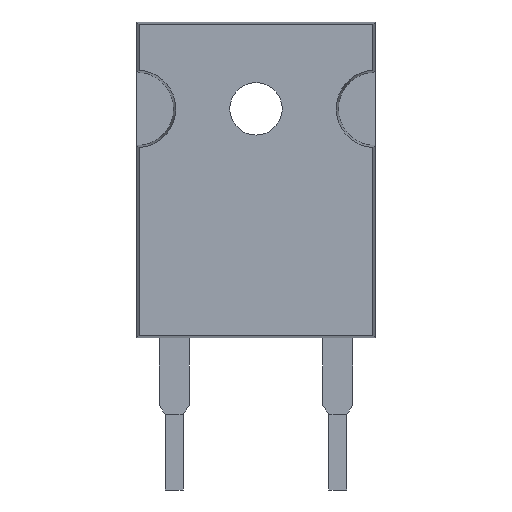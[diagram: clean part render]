
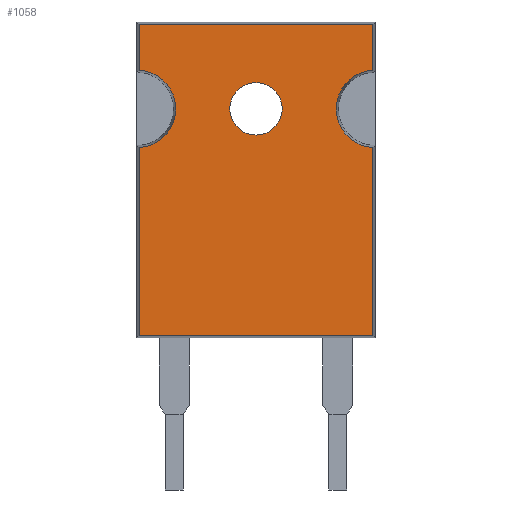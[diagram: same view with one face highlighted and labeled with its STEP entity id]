
A CAD part, front view. The second image highlights one B-rep face of the part: STEP entity #1058.
In plain terms, the highlighted planar face has unit normal (0, -1, 0).
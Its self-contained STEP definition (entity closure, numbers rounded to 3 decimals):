
#33=LINE('',#1513,#157);
#36=LINE('',#1519,#160);
#40=LINE('',#1527,#164);
#41=LINE('',#1543,#165);
#44=LINE('',#1549,#168);
#48=LINE('',#1555,#172);
#157=VECTOR('',#1220,12.574);
#160=VECTOR('',#1225,15.62);
#164=VECTOR('',#1231,12.574);
#165=VECTOR('',#1240,3.074);
#168=VECTOR('',#1245,15.62);
#172=VECTOR('',#1251,3.074);
#287=PLANE('',#1139);
#347=FACE_BOUND('',#437,.T.);
#369=FACE_OUTER_BOUND('',#436,.T.);
#436=EDGE_LOOP('',(#794,#795,#796,#797,#798,#799,#800,#801));
#437=EDGE_LOOP('',(#802));
#506=CIRCLE('',#1125,1.75);
#508=CIRCLE('',#1128,2.59);
#510=CIRCLE('',#1134,2.59);
#520=VERTEX_POINT('',#1492);
#522=VERTEX_POINT('',#1497);
#523=VERTEX_POINT('',#1498);
#526=VERTEX_POINT('',#1512);
#528=VERTEX_POINT('',#1518);
#531=VERTEX_POINT('',#1526);
#532=VERTEX_POINT('',#1533);
#534=VERTEX_POINT('',#1542);
#536=VERTEX_POINT('',#1548);
#618=EDGE_CURVE('',#520,#520,#506,.T.);
#620=EDGE_CURVE('',#522,#523,#508,.T.);
#624=EDGE_CURVE('',#523,#526,#33,.T.);
#627=EDGE_CURVE('',#526,#528,#36,.T.);
#631=EDGE_CURVE('',#528,#531,#40,.T.);
#633=EDGE_CURVE('',#531,#532,#510,.T.);
#636=EDGE_CURVE('',#532,#534,#41,.T.);
#639=EDGE_CURVE('',#534,#536,#44,.T.);
#643=EDGE_CURVE('',#536,#522,#48,.T.);
#794=ORIENTED_EDGE('',*,*,#620,.F.);
#795=ORIENTED_EDGE('',*,*,#643,.F.);
#796=ORIENTED_EDGE('',*,*,#639,.F.);
#797=ORIENTED_EDGE('',*,*,#636,.F.);
#798=ORIENTED_EDGE('',*,*,#633,.F.);
#799=ORIENTED_EDGE('',*,*,#631,.F.);
#800=ORIENTED_EDGE('',*,*,#627,.F.);
#801=ORIENTED_EDGE('',*,*,#624,.F.);
#802=ORIENTED_EDGE('',*,*,#618,.T.);
#1058=ADVANCED_FACE('',(#369,#347),#287,.T.);
#1125=AXIS2_PLACEMENT_3D('',#1493,#1208,#1209);
#1128=AXIS2_PLACEMENT_3D('',#1499,#1214,#1215);
#1134=AXIS2_PLACEMENT_3D('',#1534,#1234,#1235);
#1139=AXIS2_PLACEMENT_3D('',#1556,#1252,#1253);
#1208=DIRECTION('center_axis',(0.,1.,0.));
#1209=DIRECTION('ref_axis',(1.,0.,0.));
#1214=DIRECTION('center_axis',(0.,-1.,0.));
#1215=DIRECTION('ref_axis',(-1.,0.,0.));
#1220=DIRECTION('',(0.,0.,-1.));
#1225=DIRECTION('',(-1.,0.,0.));
#1231=DIRECTION('',(0.,0.,1.));
#1234=DIRECTION('center_axis',(0.,-1.,0.));
#1235=DIRECTION('ref_axis',(1.,0.,0.));
#1240=DIRECTION('',(0.,0.,1.));
#1245=DIRECTION('',(1.,0.,0.));
#1251=DIRECTION('',(0.,0.,-1.));
#1252=DIRECTION('center_axis',(0.,-1.,0.));
#1253=DIRECTION('ref_axis',(1.,0.,0.));
#1492=CARTESIAN_POINT('',(1.75,-2.8,20.4));
#1493=CARTESIAN_POINT('Origin',(0.,-2.8,
20.4));
#1497=CARTESIAN_POINT('',(7.81,-2.8,22.986));
#1498=CARTESIAN_POINT('',(7.81,-2.8,17.814));
#1499=CARTESIAN_POINT('Origin',(7.95,-2.8,20.4));
#1512=CARTESIAN_POINT('',(7.81,-2.8,5.24));
#1513=CARTESIAN_POINT('',(7.81,-2.8,16.967));
#1518=CARTESIAN_POINT('',(-7.81,-2.8,5.24));
#1519=CARTESIAN_POINT('',(3.975,-2.8,5.24));
#1526=CARTESIAN_POINT('',(-7.81,-2.8,17.814));
#1527=CARTESIAN_POINT('',(-7.81,-2.8,10.542));
#1533=CARTESIAN_POINT('',(-7.81,-2.8,22.986));
#1534=CARTESIAN_POINT('Origin',(-7.95,-2.8,20.4));
#1542=CARTESIAN_POINT('',(-7.81,-2.8,26.06));
#1543=CARTESIAN_POINT('',(-7.81,-2.8,19.417));
#1548=CARTESIAN_POINT('',(7.81,-2.8,26.06));
#1549=CARTESIAN_POINT('',(-3.975,-2.8,26.06));
#1555=CARTESIAN_POINT('',(7.81,-2.8,21.092));
#1556=CARTESIAN_POINT('Origin',(0.,-2.8,
15.984));
